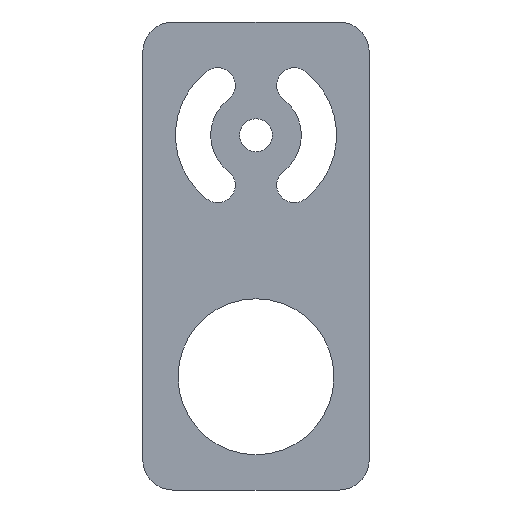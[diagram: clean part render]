
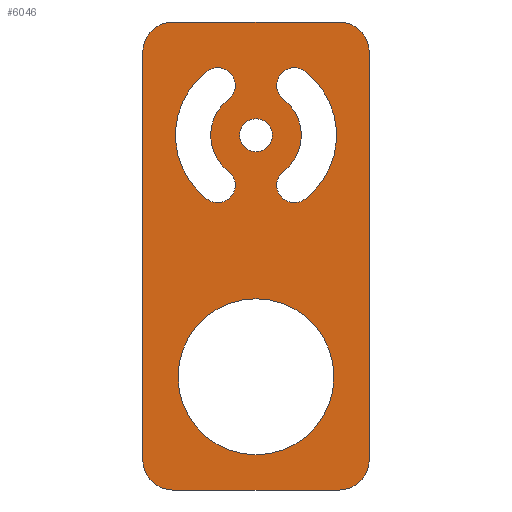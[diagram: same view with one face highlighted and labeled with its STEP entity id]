
A CAD part, front view. The second image highlights one B-rep face of the part: STEP entity #6046.
In plain terms, the highlighted planar face has unit normal (0, -1, 0).
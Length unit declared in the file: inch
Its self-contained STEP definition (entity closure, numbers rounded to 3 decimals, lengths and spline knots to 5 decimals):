
#1161=CARTESIAN_POINT('',(-0.64961,-0.10236,
2.53937));
#1162=DIRECTION('',(0.,1.,0.));
#1163=DIRECTION('',(-1.,0.,0.));
#1164=AXIS2_PLACEMENT_3D('',#1161,#1162,#1163);
#1166=DIRECTION('',(1.,0.,0.));
#1167=VECTOR('',#1166,1.29921);
#1168=CARTESIAN_POINT('',(-0.64961,-0.10236,
2.77559));
#1169=LINE('',#1168,#1167);
#1170=CARTESIAN_POINT('',(0.64961,-0.10236,
2.53937));
#1171=DIRECTION('',(0.,1.,0.));
#1172=DIRECTION('',(0.,0.,1.));
#1173=AXIS2_PLACEMENT_3D('',#1170,#1171,#1172);
#1175=DIRECTION('',(0.,0.,-1.));
#1176=VECTOR('',#1175,3.18898);
#1177=CARTESIAN_POINT('',(0.88583,-0.10236,
2.53937));
#1178=LINE('',#1177,#1176);
#1179=CARTESIAN_POINT('',(0.64961,-0.10236,
-0.64961));
#1180=DIRECTION('',(0.,1.,0.));
#1181=DIRECTION('',(1.,0.,0.));
#1182=AXIS2_PLACEMENT_3D('',#1179,#1180,#1181);
#1184=DIRECTION('',(-1.,0.,0.));
#1185=VECTOR('',#1184,1.29921);
#1186=CARTESIAN_POINT('',(0.64961,-0.10236,
-0.88583));
#1187=LINE('',#1186,#1185);
#1188=CARTESIAN_POINT('',(-0.64961,-0.10236,
-0.64961));
#1189=DIRECTION('',(0.,1.,0.));
#1190=DIRECTION('',(0.,0.,-1.));
#1191=AXIS2_PLACEMENT_3D('',#1188,#1189,#1190);
#1193=DIRECTION('',(0.,0.,1.));
#1194=VECTOR('',#1193,3.18898);
#1195=CARTESIAN_POINT('',(-0.88583,-0.10236,
-0.64961));
#1196=LINE('',#1195,#1194);
#1197=CARTESIAN_POINT('',(0.,-0.10236,0.));
#1198=DIRECTION('',(0.,1.,0.));
#1199=DIRECTION('',(0.,0.,-1.));
#1200=AXIS2_PLACEMENT_3D('',#1197,#1198,#1199);
#1202=CARTESIAN_POINT('',(0.,-0.10236,0.));
#1203=DIRECTION('',(0.,1.,0.));
#1204=DIRECTION('',(0.,0.,1.));
#1205=AXIS2_PLACEMENT_3D('',#1202,#1203,#1204);
#1207=CARTESIAN_POINT('',(0.,-0.10236,1.88976));
#1208=DIRECTION('',(0.,1.,0.));
#1209=DIRECTION('',(0.609,0.,0.793));
#1210=AXIS2_PLACEMENT_3D('',#1207,#1208,#1209);
#1212=CARTESIAN_POINT('',(0.29959,-0.10236,
1.49933));
#1213=DIRECTION('',(0.,1.,0.));
#1214=DIRECTION('',(0.609,0.,-0.793));
#1215=AXIS2_PLACEMENT_3D('',#1212,#1213,#1214);
#1217=CARTESIAN_POINT('',(0.,-0.10236,1.88976));
#1218=DIRECTION('',(0.,1.,0.));
#1219=DIRECTION('',(0.609,0.,0.793));
#1220=AXIS2_PLACEMENT_3D('',#1217,#1218,#1219);
#1222=CARTESIAN_POINT('',(0.29959,-0.10236,
2.28019));
#1223=DIRECTION('',(0.,1.,0.));
#1224=DIRECTION('',(-0.609,0.,-0.793));
#1225=AXIS2_PLACEMENT_3D('',#1222,#1223,#1224);
#1227=CARTESIAN_POINT('',(0.,-0.10236,1.88976));
#1228=DIRECTION('',(0.,1.,0.));
#1229=DIRECTION('',(-0.609,0.,-0.793));
#1230=AXIS2_PLACEMENT_3D('',#1227,#1228,#1229);
#1232=CARTESIAN_POINT('',(-0.29959,-0.10236,
2.28019));
#1233=DIRECTION('',(0.,1.,0.));
#1234=DIRECTION('',(-0.609,0.,0.793));
#1235=AXIS2_PLACEMENT_3D('',#1232,#1233,#1234);
#1237=CARTESIAN_POINT('',(0.,-0.10236,1.88976));
#1238=DIRECTION('',(0.,1.,0.));
#1239=DIRECTION('',(-0.609,0.,-0.793));
#1240=AXIS2_PLACEMENT_3D('',#1237,#1238,#1239);
#1242=CARTESIAN_POINT('',(-0.29959,-0.10236,
1.49933));
#1243=DIRECTION('',(0.,1.,0.));
#1244=DIRECTION('',(0.609,0.,0.793));
#1245=AXIS2_PLACEMENT_3D('',#1242,#1243,#1244);
#1247=CARTESIAN_POINT('',(0.,-0.10236,1.88976));
#1248=DIRECTION('',(0.,1.,0.));
#1249=DIRECTION('',(0.,0.,-1.));
#1250=AXIS2_PLACEMENT_3D('',#1247,#1248,#1249);
#1252=CARTESIAN_POINT('',(0.,-0.10236,1.88976));
#1253=DIRECTION('',(0.,1.,0.));
#1254=DIRECTION('',(0.,0.,1.));
#1255=AXIS2_PLACEMENT_3D('',#1252,#1253,#1254);
#3997=CARTESIAN_POINT('',(-0.88583,-0.10236,
2.53937));
#3998=CARTESIAN_POINT('',(-0.64961,-0.10236,
2.77559));
#3999=VERTEX_POINT('',#3997);
#4000=VERTEX_POINT('',#3998);
#4001=CARTESIAN_POINT('',(0.64961,-0.10236,
2.77559));
#4002=VERTEX_POINT('',#4001);
#4003=CARTESIAN_POINT('',(0.88583,-0.10236,
2.53937));
#4004=VERTEX_POINT('',#4003);
#4005=CARTESIAN_POINT('',(0.88583,-0.10236,
-0.64961));
#4006=VERTEX_POINT('',#4005);
#4007=CARTESIAN_POINT('',(0.64961,-0.10236,
-0.88583));
#4008=VERTEX_POINT('',#4007);
#4009=CARTESIAN_POINT('',(-0.64961,-0.10236,
-0.88583));
#4010=VERTEX_POINT('',#4009);
#4011=CARTESIAN_POINT('',(-0.88583,-0.10236,
-0.64961));
#4012=VERTEX_POINT('',#4011);
#4017=CARTESIAN_POINT('',(0.,-0.10236,-0.61024));
#4018=CARTESIAN_POINT('',(0.,-0.10236,0.61024));
#4019=VERTEX_POINT('',#4017);
#4020=VERTEX_POINT('',#4018);
#4041=CARTESIAN_POINT('',(0.,-0.10236,1.76122));
#4042=CARTESIAN_POINT('',(0.,-0.10236,2.01831));
#4043=VERTEX_POINT('',#4041);
#4044=VERTEX_POINT('',#4042);
#4045=CARTESIAN_POINT('',(-0.2157,-0.10236,
1.60865));
#4046=CARTESIAN_POINT('',(-0.2157,-0.10236,
2.17087));
#4047=VERTEX_POINT('',#4045);
#4048=VERTEX_POINT('',#4046);
#4049=CARTESIAN_POINT('',(-0.38347,-0.10236,
2.38951));
#4050=VERTEX_POINT('',#4049);
#4051=CARTESIAN_POINT('',(-0.38347,-0.10236,
1.39001));
#4052=VERTEX_POINT('',#4051);
#4053=CARTESIAN_POINT('',(0.2157,-0.10236,
2.17087));
#4054=CARTESIAN_POINT('',(0.2157,-0.10236,
1.60865));
#4055=VERTEX_POINT('',#4053);
#4056=VERTEX_POINT('',#4054);
#4057=CARTESIAN_POINT('',(0.38347,-0.10236,
1.39001));
#4058=VERTEX_POINT('',#4057);
#4059=CARTESIAN_POINT('',(0.38347,-0.10236,
2.38951));
#4060=VERTEX_POINT('',#4059);
#5999=CARTESIAN_POINT('',(0.,-0.10236,0.));
#6000=DIRECTION('',(0.,1.,0.));
#6001=DIRECTION('',(0.,0.,-1.));
#6002=AXIS2_PLACEMENT_3D('',#5999,#6000,#6001);
#6003=PLANE('',#6002);
#6004=ORIENTED_EDGE('',*,*,#5895,.T.);
#6005=ORIENTED_EDGE('',*,*,#5910,.T.);
#6006=ORIENTED_EDGE('',*,*,#5924,.T.);
#6007=ORIENTED_EDGE('',*,*,#5938,.T.);
#6008=ORIENTED_EDGE('',*,*,#5952,.T.);
#6009=ORIENTED_EDGE('',*,*,#5966,.T.);
#6010=ORIENTED_EDGE('',*,*,#5980,.T.);
#6011=ORIENTED_EDGE('',*,*,#5993,.T.);
#6012=EDGE_LOOP('',(#6004,#6005,#6006,#6007,#6008,#6009,#6010,#6011));
#6013=FACE_OUTER_BOUND('',#6012,.F.);
#6015=ORIENTED_EDGE('',*,*,#6014,.F.);
#6017=ORIENTED_EDGE('',*,*,#6016,.F.);
#6018=EDGE_LOOP('',(#6015,#6017));
#6019=FACE_BOUND('',#6018,.F.);
#6021=ORIENTED_EDGE('',*,*,#6020,.T.);
#6023=ORIENTED_EDGE('',*,*,#6022,.F.);
#6025=ORIENTED_EDGE('',*,*,#6024,.F.);
#6027=ORIENTED_EDGE('',*,*,#6026,.F.);
#6028=EDGE_LOOP('',(#6021,#6023,#6025,#6027));
#6029=FACE_BOUND('',#6028,.F.);
#6031=ORIENTED_EDGE('',*,*,#6030,.T.);
#6033=ORIENTED_EDGE('',*,*,#6032,.F.);
#6035=ORIENTED_EDGE('',*,*,#6034,.F.);
#6037=ORIENTED_EDGE('',*,*,#6036,.F.);
#6038=EDGE_LOOP('',(#6031,#6033,#6035,#6037));
#6039=FACE_BOUND('',#6038,.F.);
#6041=ORIENTED_EDGE('',*,*,#6040,.F.);
#6043=ORIENTED_EDGE('',*,*,#6042,.F.);
#6044=EDGE_LOOP('',(#6041,#6043));
#6045=FACE_BOUND('',#6044,.F.);
#6046=ADVANCED_FACE('',(#6013,#6019,#6029,#6039,#6045),#6003,.F.);
#1165=CIRCLE('',#1164,0.23622);
#1174=CIRCLE('',#1173,0.23622);
#1183=CIRCLE('',#1182,0.23622);
#1192=CIRCLE('',#1191,0.23622);
#1201=CIRCLE('',#1200,0.61024);
#1206=CIRCLE('',#1205,0.61024);
#1211=CIRCLE('',#1210,0.35433);
#1216=CIRCLE('',#1215,0.1378);
#1221=CIRCLE('',#1220,0.62992);
#1226=CIRCLE('',#1225,0.1378);
#1231=CIRCLE('',#1230,0.35433);
#1236=CIRCLE('',#1235,0.1378);
#1241=CIRCLE('',#1240,0.62992);
#1246=CIRCLE('',#1245,0.1378);
#1251=CIRCLE('',#1250,0.12854);
#1256=CIRCLE('',#1255,0.12854);
#5895=EDGE_CURVE('',#3999,#4000,#1165,.T.);
#5910=EDGE_CURVE('',#4000,#4002,#1169,.T.);
#5924=EDGE_CURVE('',#4002,#4004,#1174,.T.);
#5938=EDGE_CURVE('',#4004,#4006,#1178,.T.);
#5952=EDGE_CURVE('',#4006,#4008,#1183,.T.);
#5966=EDGE_CURVE('',#4008,#4010,#1187,.T.);
#5980=EDGE_CURVE('',#4010,#4012,#1192,.T.);
#5993=EDGE_CURVE('',#4012,#3999,#1196,.T.);
#6014=EDGE_CURVE('',#4019,#4020,#1201,.T.);
#6016=EDGE_CURVE('',#4020,#4019,#1206,.T.);
#6020=EDGE_CURVE('',#4055,#4056,#1211,.T.);
#6022=EDGE_CURVE('',#4058,#4056,#1216,.T.);
#6024=EDGE_CURVE('',#4060,#4058,#1221,.T.);
#6026=EDGE_CURVE('',#4055,#4060,#1226,.T.);
#6030=EDGE_CURVE('',#4047,#4048,#1231,.T.);
#6032=EDGE_CURVE('',#4050,#4048,#1236,.T.);
#6034=EDGE_CURVE('',#4052,#4050,#1241,.T.);
#6036=EDGE_CURVE('',#4047,#4052,#1246,.T.);
#6040=EDGE_CURVE('',#4043,#4044,#1251,.T.);
#6042=EDGE_CURVE('',#4044,#4043,#1256,.T.);
